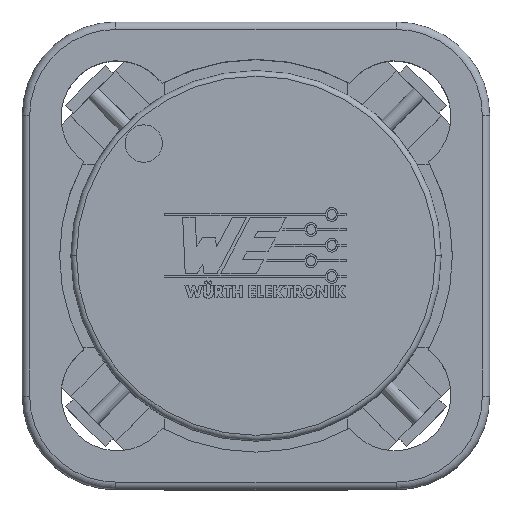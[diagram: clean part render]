
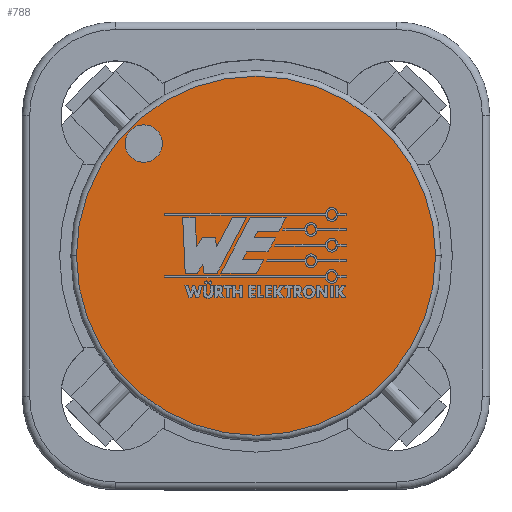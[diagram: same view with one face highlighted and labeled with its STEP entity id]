
A CAD part, top view. The second image highlights one B-rep face of the part: STEP entity #788.
In plain terms, the highlighted planar face has unit normal (0, 0, 1).
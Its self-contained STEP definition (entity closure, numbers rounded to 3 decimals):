
#788 = ADVANCED_FACE ( 'NONE', ( #26387, #34679 ), #32459, .F. ) ;
#1444 = DIRECTION ( 'NONE',  ( 0., 0., 1. ) ) ;
#1890 = DIRECTION ( 'NONE',  ( -1., 0., 0. ) ) ;
#4020 = CARTESIAN_POINT ( 'NONE',  ( -3.5, 3., 4.7 ) ) ;
#4091 = ORIENTED_EDGE ( 'NONE', *, *, #7578, .T. ) ;
#4732 = AXIS2_PLACEMENT_3D ( 'NONE', #17879, #8973, #11414 ) ;
#5545 = VERTEX_POINT ( 'NONE', #34873 ) ;
#5768 = CARTESIAN_POINT ( 'NONE',  ( -4.8, 0., 4.7 ) ) ;
#6453 = EDGE_CURVE ( 'NONE', #31176, #5545, #31312, .T. ) ;
#6467 = AXIS2_PLACEMENT_3D ( 'NONE', #27271, #10387, #1890 ) ;
#7578 = EDGE_CURVE ( 'NONE', #16074, #19723, #25435, .T. ) ;
#8973 = DIRECTION ( 'NONE',  ( 0., 0., 1. ) ) ;
#9328 = DIRECTION ( 'NONE',  ( -1., 0., 0. ) ) ;
#9571 = DIRECTION ( 'NONE',  ( 0., 0., 1. ) ) ;
#10387 = DIRECTION ( 'NONE',  ( 0., 0., 1. ) ) ;
#10467 = EDGE_CURVE ( 'NONE', #19723, #16074, #23083, .T. ) ;
#11414 = DIRECTION ( 'NONE',  ( -1., 0., 0. ) ) ;
#12609 = CIRCLE ( 'NONE', #31497, 0.5 ) ;
#15364 = ORIENTED_EDGE ( 'NONE', *, *, #10467, .T. ) ;
#16074 = VERTEX_POINT ( 'NONE', #5768 ) ;
#17047 = EDGE_CURVE ( 'NONE', #5545, #31176, #12609, .T. ) ;
#17879 = CARTESIAN_POINT ( 'NONE',  ( 0., 0., 4.7 ) ) ;
#18480 = DIRECTION ( 'NONE',  ( -1., 0., 0. ) ) ;
#19723 = VERTEX_POINT ( 'NONE', #26407 ) ;
#20890 = DIRECTION ( 'NONE',  ( -1., 0., 0. ) ) ;
#21138 = AXIS2_PLACEMENT_3D ( 'NONE', #23783, #35404, #9328 ) ;
#23083 = CIRCLE ( 'NONE', #30189, 4.8 ) ;
#23783 = CARTESIAN_POINT ( 'NONE',  ( 0., 0., 4.7 ) ) ;
#24023 = CARTESIAN_POINT ( 'NONE',  ( 0., 0., 4.7 ) ) ;
#25435 = CIRCLE ( 'NONE', #4732, 4.8 ) ;
#26387 = FACE_OUTER_BOUND ( 'NONE', #29148, .T. ) ;
#26407 = CARTESIAN_POINT ( 'NONE',  ( 4.8, 0., 4.7 ) ) ;
#27000 = CARTESIAN_POINT ( 'NONE',  ( -3., 3., 4.7 ) ) ;
#27271 = CARTESIAN_POINT ( 'NONE',  ( -3., 3., 4.7 ) ) ;
#29148 = EDGE_LOOP ( 'NONE', ( #4091, #15364 ) ) ;
#30189 = AXIS2_PLACEMENT_3D ( 'NONE', #24023, #9571, #20890 ) ;
#30775 = ORIENTED_EDGE ( 'NONE', *, *, #17047, .F. ) ;
#31176 = VERTEX_POINT ( 'NONE', #4020 ) ;
#31312 = CIRCLE ( 'NONE', #6467, 0.5 ) ;
#31411 = EDGE_LOOP ( 'NONE', ( #34837, #30775 ) ) ;
#31497 = AXIS2_PLACEMENT_3D ( 'NONE', #27000, #1444, #18480 ) ;
#32459 = PLANE ( 'NONE',  #21138 ) ;
#34679 = FACE_BOUND ( 'NONE', #31411, .T. ) ;
#34837 = ORIENTED_EDGE ( 'NONE', *, *, #6453, .F. ) ;
#34873 = CARTESIAN_POINT ( 'NONE',  ( -2.5, 3., 4.7 ) ) ;
#35404 = DIRECTION ( 'NONE',  ( 0., 0., -1. ) ) ;
